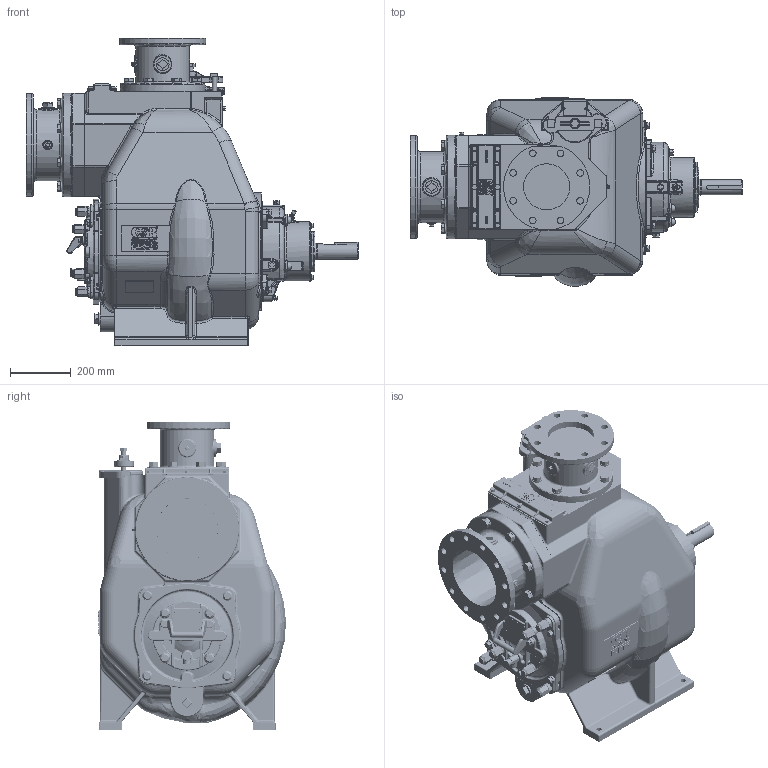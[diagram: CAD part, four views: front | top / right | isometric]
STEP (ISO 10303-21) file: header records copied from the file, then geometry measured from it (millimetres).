
FILE_DESCRIPTION(/* description */ ('Unknown'),/* implementation_level */ '2;1');
FILE_NAME(/* name */ '17871',/* time_stamp */ '2026-01-29T09:29:33-05:00',/* author */ ('KMW'),/* organization */ ('The Gorman-Rupp Company'),/* preprocessor_version */ 'ST-DEVELOPER v16.7',/* originating_system */ 'DEX',/* authorisation */ $);
FILE_SCHEMA (('CONFIG_CONTROL_DESIGN','AP203_CONFIGURATION_CONTROLLED_3D_DESIGN_OF_MECHANICAL_PARTS_AND_ASSEMBLIES_MIM_LF { 1 0 10303 203 3 1 4 }'));
Products named in the file (1): 17871
Bounding box: 1097.48 x 621.92 x 1016.79 mm (x, y, z)
Volume: 217789511.5 mm3; surface area: 3578764.1 mm2
Topology: 1 solids, 64 shells, 5353 faces, 13172 edges, 8000 vertices
Faces by surface type: plane 2438, cylinder 1283, bspline 813, torus 599, sphere 145, cone 75
Full cylindrical faces by diameter (mm): 2.845 x6, 3.048 x6, 3.175 x2, 8.738 x1, 9.093 x1, 9.525 x13, 9.779 x14, 10.527 x2, 10.716 x4, 11.112 x2, 12.7 x13, 13.005 x8, 13.462 x4, 14.287 x4, 15.875 x4, 16.271 x4, 17.348 x14, 17.462 x4, 18.863 x8, 19.05 x5, 19.812 x4, 21.209 x8, 21.996 x8, 22 x12, 22.174 x8, 22.225 x8, 22.276 x2, 23.368 x1, 25.4 x9, 28.575 x4
Entity records: 220298 total; most frequent: CARTESIAN_POINT 62232, DIRECTION 24872, ORIENTED_EDGE 24782, EDGE_CURVE 12391, AXIS2_PLACEMENT_3D 9230, VERTEX_POINT 7794, LINE 6412, VECTOR 6412
